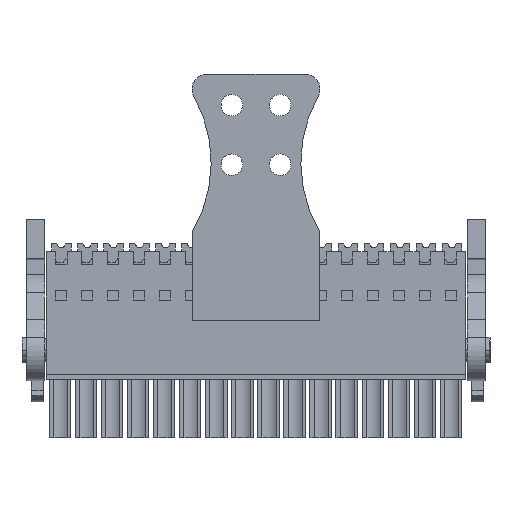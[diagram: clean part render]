
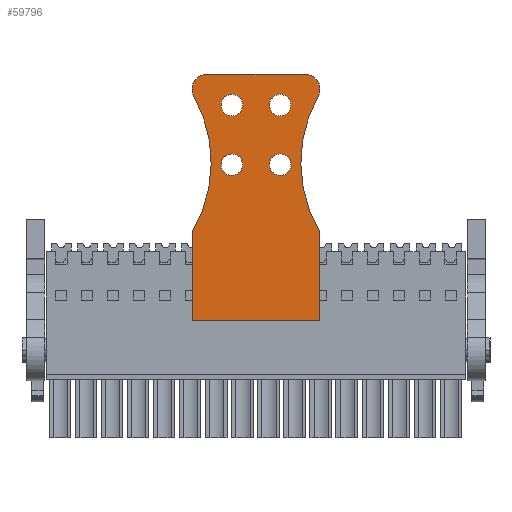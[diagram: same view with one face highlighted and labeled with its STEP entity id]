
A CAD part, front view. The second image highlights one B-rep face of the part: STEP entity #59796.
In plain terms, the highlighted planar face has unit normal (0, -1, 0).
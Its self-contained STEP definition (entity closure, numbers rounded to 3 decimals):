
#59656=AXIS2_PLACEMENT_3D('Plane Axis2P3D',#59653,#59654,#59655) ;
#59676=AXIS2_PLACEMENT_3D('Circle Axis2P3D',#59674,#59675,$) ;
#59683=AXIS2_PLACEMENT_3D('Circle Axis2P3D',#59681,#59682,$) ;
#59697=AXIS2_PLACEMENT_3D('Circle Axis2P3D',#59695,#59696,$) ;
#59704=AXIS2_PLACEMENT_3D('Circle Axis2P3D',#59702,#59703,$) ;
#59726=AXIS2_PLACEMENT_3D('Circle Axis2P3D',#59724,#59725,$) ;
#59735=AXIS2_PLACEMENT_3D('Circle Axis2P3D',#59733,#59734,$) ;
#59744=AXIS2_PLACEMENT_3D('Circle Axis2P3D',#59742,#59743,$) ;
#59753=AXIS2_PLACEMENT_3D('Circle Axis2P3D',#59751,#59752,$) ;
#59762=AXIS2_PLACEMENT_3D('Circle Axis2P3D',#59760,#59761,$) ;
#59771=AXIS2_PLACEMENT_3D('Circle Axis2P3D',#59769,#59770,$) ;
#59780=AXIS2_PLACEMENT_3D('Circle Axis2P3D',#59778,#59779,$) ;
#59789=AXIS2_PLACEMENT_3D('Circle Axis2P3D',#59787,#59788,$) ;
#59653=CARTESIAN_POINT('Axis2P3D Location',(17.5,0.,0.)) ;
#59658=CARTESIAN_POINT('Line Origine',(31.45,0.,15.7)) ;
#59662=CARTESIAN_POINT('Vertex',(22.89,0.,15.7)) ;
#59664=CARTESIAN_POINT('Vertex',(40.01,0.,15.7)) ;
#59667=CARTESIAN_POINT('Line Origine',(40.01,0.,21.7)) ;
#59671=CARTESIAN_POINT('Vertex',(40.01,0.,27.701)) ;
#59674=CARTESIAN_POINT('Axis2P3D Location',(55.665,0.,36.973)) ;
#59678=CARTESIAN_POINT('Vertex',(39.794,0.,45.872)) ;
#59681=CARTESIAN_POINT('Axis2P3D Location',(38.05,0.,46.85)) ;
#59685=CARTESIAN_POINT('Vertex',(38.05,0.,48.85)) ;
#59688=CARTESIAN_POINT('Line Origine',(31.45,0.,48.85)) ;
#59692=CARTESIAN_POINT('Vertex',(24.85,0.,48.85)) ;
#59695=CARTESIAN_POINT('Axis2P3D Location',(24.85,0.,46.85)) ;
#59699=CARTESIAN_POINT('Vertex',(23.106,0.,45.872)) ;
#59702=CARTESIAN_POINT('Axis2P3D Location',(7.235,0.,36.973)) ;
#59706=CARTESIAN_POINT('Vertex',(22.89,0.,27.701)) ;
#59709=CARTESIAN_POINT('Line Origine',(22.89,0.,21.7)) ;
#59724=CARTESIAN_POINT('Axis2P3D Location',(34.7,0.,44.7)) ;
#59728=CARTESIAN_POINT('Vertex',(33.25,0.,44.7)) ;
#59730=CARTESIAN_POINT('Vertex',(36.15,0.,44.7)) ;
#59733=CARTESIAN_POINT('Axis2P3D Location',(34.7,0.,44.7)) ;
#59742=CARTESIAN_POINT('Axis2P3D Location',(28.2,0.,44.7)) ;
#59746=CARTESIAN_POINT('Vertex',(26.75,0.,44.7)) ;
#59748=CARTESIAN_POINT('Vertex',(29.65,0.,44.7)) ;
#59751=CARTESIAN_POINT('Axis2P3D Location',(28.2,0.,44.7)) ;
#59760=CARTESIAN_POINT('Axis2P3D Location',(28.2,0.,36.7)) ;
#59764=CARTESIAN_POINT('Vertex',(26.75,0.,36.7)) ;
#59766=CARTESIAN_POINT('Vertex',(29.65,0.,36.7)) ;
#59769=CARTESIAN_POINT('Axis2P3D Location',(28.2,0.,36.7)) ;
#59778=CARTESIAN_POINT('Axis2P3D Location',(34.7,0.,36.7)) ;
#59782=CARTESIAN_POINT('Vertex',(33.25,0.,36.7)) ;
#59784=CARTESIAN_POINT('Vertex',(36.15,0.,36.7)) ;
#59787=CARTESIAN_POINT('Axis2P3D Location',(34.7,0.,36.7)) ;
#59654=DIRECTION('Axis2P3D Direction',(0.,-1.,0.)) ;
#59655=DIRECTION('Axis2P3D XDirection',(1.,0.,0.)) ;
#59659=DIRECTION('Vector Direction',(1.,0.,0.)) ;
#59668=DIRECTION('Vector Direction',(0.,0.,-1.)) ;
#59675=DIRECTION('Axis2P3D Direction',(0.,-1.,0.)) ;
#59682=DIRECTION('Axis2P3D Direction',(0.,-1.,0.)) ;
#59689=DIRECTION('Vector Direction',(-1.,0.,0.)) ;
#59696=DIRECTION('Axis2P3D Direction',(0.,-1.,0.)) ;
#59703=DIRECTION('Axis2P3D Direction',(0.,-1.,0.)) ;
#59710=DIRECTION('Vector Direction',(0.,0.,1.)) ;
#59725=DIRECTION('Axis2P3D Direction',(0.,-1.,0.)) ;
#59734=DIRECTION('Axis2P3D Direction',(0.,-1.,0.)) ;
#59743=DIRECTION('Axis2P3D Direction',(0.,-1.,0.)) ;
#59752=DIRECTION('Axis2P3D Direction',(0.,-1.,0.)) ;
#59761=DIRECTION('Axis2P3D Direction',(0.,-1.,0.)) ;
#59770=DIRECTION('Axis2P3D Direction',(0.,-1.,0.)) ;
#59779=DIRECTION('Axis2P3D Direction',(0.,-1.,0.)) ;
#59788=DIRECTION('Axis2P3D Direction',(0.,-1.,0.)) ;
#59660=VECTOR('Line Direction',#59659,1.) ;
#59669=VECTOR('Line Direction',#59668,1.) ;
#59690=VECTOR('Line Direction',#59689,1.) ;
#59711=VECTOR('Line Direction',#59710,1.) ;
#59715=ORIENTED_EDGE('',*,*,#59666,.T.) ;
#59716=ORIENTED_EDGE('',*,*,#59673,.T.) ;
#59717=ORIENTED_EDGE('',*,*,#59680,.T.) ;
#59718=ORIENTED_EDGE('',*,*,#59687,.T.) ;
#59719=ORIENTED_EDGE('',*,*,#59694,.T.) ;
#59720=ORIENTED_EDGE('',*,*,#59701,.T.) ;
#59721=ORIENTED_EDGE('',*,*,#59708,.T.) ;
#59722=ORIENTED_EDGE('',*,*,#59713,.T.) ;
#59739=ORIENTED_EDGE('',*,*,#59732,.F.) ;
#59740=ORIENTED_EDGE('',*,*,#59737,.F.) ;
#59757=ORIENTED_EDGE('',*,*,#59750,.F.) ;
#59758=ORIENTED_EDGE('',*,*,#59755,.F.) ;
#59775=ORIENTED_EDGE('',*,*,#59768,.F.) ;
#59776=ORIENTED_EDGE('',*,*,#59773,.F.) ;
#59793=ORIENTED_EDGE('',*,*,#59786,.F.) ;
#59794=ORIENTED_EDGE('',*,*,#59791,.F.) ;
#59741=FACE_BOUND('',#59738,.T.) ;
#59759=FACE_BOUND('',#59756,.T.) ;
#59777=FACE_BOUND('',#59774,.T.) ;
#59795=FACE_BOUND('',#59792,.T.) ;
#59796=ADVANCED_FACE('Strain relief',(#59723,#59741,#59759,#59777,#59795),#59657,.T.) ;
#59677=CIRCLE('generated circle',#59676,18.195) ;
#59684=CIRCLE('generated circle',#59683,2.) ;
#59698=CIRCLE('generated circle',#59697,2.) ;
#59705=CIRCLE('generated circle',#59704,18.195) ;
#59727=CIRCLE('generated circle',#59726,1.45) ;
#59736=CIRCLE('generated circle',#59735,1.45) ;
#59745=CIRCLE('generated circle',#59744,1.45) ;
#59754=CIRCLE('generated circle',#59753,1.45) ;
#59763=CIRCLE('generated circle',#59762,1.45) ;
#59772=CIRCLE('generated circle',#59771,1.45) ;
#59781=CIRCLE('generated circle',#59780,1.45) ;
#59790=CIRCLE('generated circle',#59789,1.45) ;
#59666=EDGE_CURVE('',#59663,#59665,#59661,.T.) ;
#59673=EDGE_CURVE('',#59665,#59672,#59670,.F.) ;
#59680=EDGE_CURVE('',#59672,#59679,#59677,.F.) ;
#59687=EDGE_CURVE('',#59679,#59686,#59684,.T.) ;
#59694=EDGE_CURVE('',#59686,#59693,#59691,.T.) ;
#59701=EDGE_CURVE('',#59693,#59700,#59698,.T.) ;
#59708=EDGE_CURVE('',#59700,#59707,#59705,.F.) ;
#59713=EDGE_CURVE('',#59707,#59663,#59712,.F.) ;
#59732=EDGE_CURVE('',#59729,#59731,#59727,.T.) ;
#59737=EDGE_CURVE('',#59731,#59729,#59736,.T.) ;
#59750=EDGE_CURVE('',#59747,#59749,#59745,.T.) ;
#59755=EDGE_CURVE('',#59749,#59747,#59754,.T.) ;
#59768=EDGE_CURVE('',#59765,#59767,#59763,.T.) ;
#59773=EDGE_CURVE('',#59767,#59765,#59772,.T.) ;
#59786=EDGE_CURVE('',#59783,#59785,#59781,.T.) ;
#59791=EDGE_CURVE('',#59785,#59783,#59790,.T.) ;
#59714=EDGE_LOOP('',(#59715,#59716,#59717,#59718,#59719,#59720,#59721,#59722)) ;
#59738=EDGE_LOOP('',(#59739,#59740)) ;
#59756=EDGE_LOOP('',(#59757,#59758)) ;
#59774=EDGE_LOOP('',(#59775,#59776)) ;
#59792=EDGE_LOOP('',(#59793,#59794)) ;
#59723=FACE_OUTER_BOUND('',#59714,.T.) ;
#59661=LINE('Line',#59658,#59660) ;
#59670=LINE('Line',#59667,#59669) ;
#59691=LINE('Line',#59688,#59690) ;
#59712=LINE('Line',#59709,#59711) ;
#59657=PLANE('',#59656) ;
#59663=VERTEX_POINT('',#59662) ;
#59665=VERTEX_POINT('',#59664) ;
#59672=VERTEX_POINT('',#59671) ;
#59679=VERTEX_POINT('',#59678) ;
#59686=VERTEX_POINT('',#59685) ;
#59693=VERTEX_POINT('',#59692) ;
#59700=VERTEX_POINT('',#59699) ;
#59707=VERTEX_POINT('',#59706) ;
#59729=VERTEX_POINT('',#59728) ;
#59731=VERTEX_POINT('',#59730) ;
#59747=VERTEX_POINT('',#59746) ;
#59749=VERTEX_POINT('',#59748) ;
#59765=VERTEX_POINT('',#59764) ;
#59767=VERTEX_POINT('',#59766) ;
#59783=VERTEX_POINT('',#59782) ;
#59785=VERTEX_POINT('',#59784) ;
